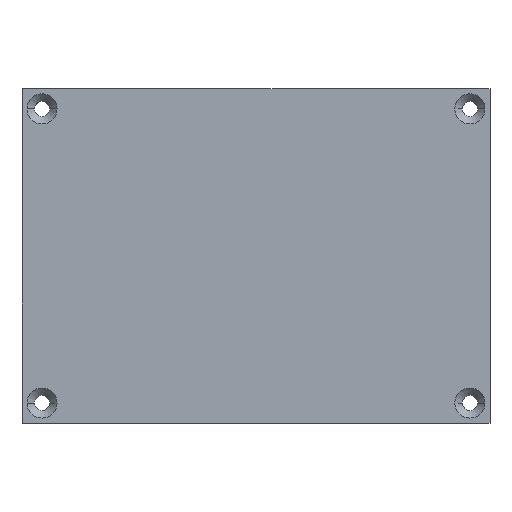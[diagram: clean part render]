
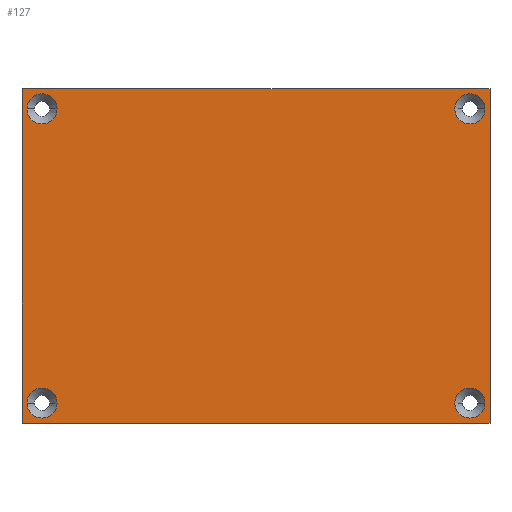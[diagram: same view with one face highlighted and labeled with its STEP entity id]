
A CAD part, top view. The second image highlights one B-rep face of the part: STEP entity #127.
In plain terms, the highlighted planar face has unit normal (0, 0, 1).
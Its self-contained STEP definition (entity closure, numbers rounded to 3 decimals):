
#127=ADVANCED_FACE('',(#300,#301,#302,#303,#304),#305,.T.);
#300=FACE_BOUND('',#529,.T.);
#301=FACE_BOUND('',#530,.T.);
#302=FACE_BOUND('',#531,.T.);
#303=FACE_BOUND('',#532,.T.);
#304=FACE_OUTER_BOUND('',#533,.T.);
#305=PLANE('',#534);
#529=EDGE_LOOP('',(#828,#829));
#530=EDGE_LOOP('',(#830,#831));
#531=EDGE_LOOP('',(#832,#833));
#532=EDGE_LOOP('',(#834,#835));
#533=EDGE_LOOP('',(#836,#837,#838,#839));
#534=AXIS2_PLACEMENT_3D('',#840,#841,#842);
#828=ORIENTED_EDGE('',*,*,#1397,.T.);
#829=ORIENTED_EDGE('',*,*,#1426,.T.);
#830=ORIENTED_EDGE('',*,*,#1378,.T.);
#831=ORIENTED_EDGE('',*,*,#1427,.T.);
#832=ORIENTED_EDGE('',*,*,#1428,.T.);
#833=ORIENTED_EDGE('',*,*,#1429,.T.);
#834=ORIENTED_EDGE('',*,*,#1383,.T.);
#835=ORIENTED_EDGE('',*,*,#1430,.T.);
#836=ORIENTED_EDGE('',*,*,#1431,.F.);
#837=ORIENTED_EDGE('',*,*,#1432,.F.);
#838=ORIENTED_EDGE('',*,*,#1433,.F.);
#839=ORIENTED_EDGE('',*,*,#1434,.F.);
#840=CARTESIAN_POINT('',(-3.0,-3.0,8.552));
#841=DIRECTION('',(0.0,0.0,1.0));
#842=DIRECTION('',(1.0,0.0,0.0));
#1378=EDGE_CURVE('',#1644,#1649,#1651,.T.);
#1383=EDGE_CURVE('',#1653,#1658,#1660,.T.);
#1397=EDGE_CURVE('',#1676,#1681,#1683,.T.);
#1426=EDGE_CURVE('',#1681,#1676,#1730,.T.);
#1427=EDGE_CURVE('',#1649,#1644,#1731,.T.);
#1428=EDGE_CURVE('',#1732,#1733,#1734,.T.);
#1429=EDGE_CURVE('',#1733,#1732,#1735,.T.);
#1430=EDGE_CURVE('',#1658,#1653,#1736,.T.);
#1431=EDGE_CURVE('',#1737,#1738,#1739,.T.);
#1432=EDGE_CURVE('',#1740,#1737,#1741,.T.);
#1433=EDGE_CURVE('',#1742,#1740,#1743,.T.);
#1434=EDGE_CURVE('',#1738,#1742,#1744,.T.);
#1644=VERTEX_POINT('',#2034);
#1649=VERTEX_POINT('',#2040);
#1651=CIRCLE('',#2043,2.25);
#1653=VERTEX_POINT('',#2045);
#1658=VERTEX_POINT('',#2051);
#1660=CIRCLE('',#2054,2.25);
#1676=VERTEX_POINT('',#2076);
#1681=VERTEX_POINT('',#2082);
#1683=CIRCLE('',#2085,2.25);
#1730=CIRCLE('',#2151,2.25);
#1731=CIRCLE('',#2152,2.25);
#1732=VERTEX_POINT('',#2153);
#1733=VERTEX_POINT('',#2154);
#1734=CIRCLE('',#2155,2.25);
#1735=CIRCLE('',#2156,2.25);
#1736=CIRCLE('',#2157,2.25);
#1737=VERTEX_POINT('',#2158);
#1738=VERTEX_POINT('',#2159);
#1739=LINE('',#2160,#2161);
#1740=VERTEX_POINT('',#2162);
#1741=LINE('',#2163,#2164);
#1742=VERTEX_POINT('',#2165);
#1743=LINE('',#2166,#2167);
#1744=LINE('',#2168,#2169);
#2034=CARTESIAN_POINT('',(66.245,0.,8.552));
#2040=CARTESIAN_POINT('',(61.745,0.,8.552));
#2043=AXIS2_PLACEMENT_3D('',#2524,#2525,#2526);
#2045=CARTESIAN_POINT('',(2.25,44.0,8.552));
#2051=CARTESIAN_POINT('',(-2.25,44.0,8.552));
#2054=AXIS2_PLACEMENT_3D('',#2532,#2533,#2534);
#2076=CARTESIAN_POINT('',(2.25,0.0,8.552));
#2082=CARTESIAN_POINT('',(-2.25,0.,8.552));
#2085=AXIS2_PLACEMENT_3D('',#2546,#2547,#2548);
#2151=AXIS2_PLACEMENT_3D('',#2574,#2575,#2576);
#2152=AXIS2_PLACEMENT_3D('',#2577,#2578,#2579);
#2153=CARTESIAN_POINT('',(66.245,44.0,8.552));
#2154=CARTESIAN_POINT('',(61.745,44.0,8.552));
#2155=AXIS2_PLACEMENT_3D('',#2580,#2581,#2582);
#2156=AXIS2_PLACEMENT_3D('',#2583,#2584,#2585);
#2157=AXIS2_PLACEMENT_3D('',#2586,#2587,#2588);
#2158=CARTESIAN_POINT('',(67.0,-3.0,8.552));
#2159=CARTESIAN_POINT('',(-3.0,-3.0,8.552));
#2160=CARTESIAN_POINT('',(67.0,-3.0,8.552));
#2161=VECTOR('',#2589,1.0);
#2162=CARTESIAN_POINT('',(67.0,47.0,8.552));
#2163=CARTESIAN_POINT('',(67.0,47.0,8.552));
#2164=VECTOR('',#2590,1.0);
#2165=CARTESIAN_POINT('',(-3.0,47.0,8.552));
#2166=CARTESIAN_POINT('',(-3.0,47.0,8.552));
#2167=VECTOR('',#2591,1.0);
#2168=CARTESIAN_POINT('',(-3.0,-3.0,8.552));
#2169=VECTOR('',#2592,1.0);
#2524=CARTESIAN_POINT('',(63.995,0.,8.552));
#2525=DIRECTION('',(0.0,0.0,-1.0));
#2526=DIRECTION('',(1.0,0.0,0.0));
#2532=CARTESIAN_POINT('',(0.0,44.0,8.552));
#2533=DIRECTION('',(0.0,0.0,-1.0));
#2534=DIRECTION('',(1.0,0.0,0.0));
#2546=CARTESIAN_POINT('',(0.,0.0,8.552));
#2547=DIRECTION('',(0.0,0.0,-1.0));
#2548=DIRECTION('',(1.0,0.0,0.0));
#2574=CARTESIAN_POINT('',(0.,0.0,8.552));
#2575=DIRECTION('',(0.0,0.0,-1.0));
#2576=DIRECTION('',(1.0,0.0,0.0));
#2577=CARTESIAN_POINT('',(63.995,0.,8.552));
#2578=DIRECTION('',(0.0,0.0,-1.0));
#2579=DIRECTION('',(1.0,0.0,0.0));
#2580=CARTESIAN_POINT('',(63.995,44.0,8.552));
#2581=DIRECTION('',(0.0,0.0,-1.0));
#2582=DIRECTION('',(1.0,0.0,0.0));
#2583=CARTESIAN_POINT('',(63.995,44.0,8.552));
#2584=DIRECTION('',(0.0,0.0,-1.0));
#2585=DIRECTION('',(1.0,0.0,0.0));
#2586=CARTESIAN_POINT('',(0.0,44.0,8.552));
#2587=DIRECTION('',(0.0,0.0,-1.0));
#2588=DIRECTION('',(1.0,0.0,0.0));
#2589=DIRECTION('',(-1.0,0.0,0.0));
#2590=DIRECTION('',(0.0,-1.0,0.0));
#2591=DIRECTION('',(1.0,0.0,0.0));
#2592=DIRECTION('',(0.0,1.0,0.0));
